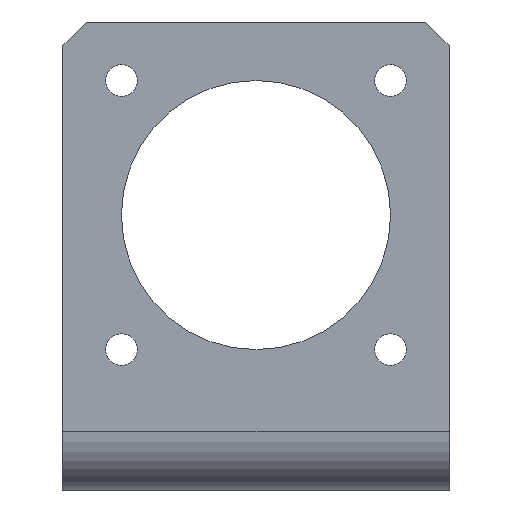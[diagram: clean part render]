
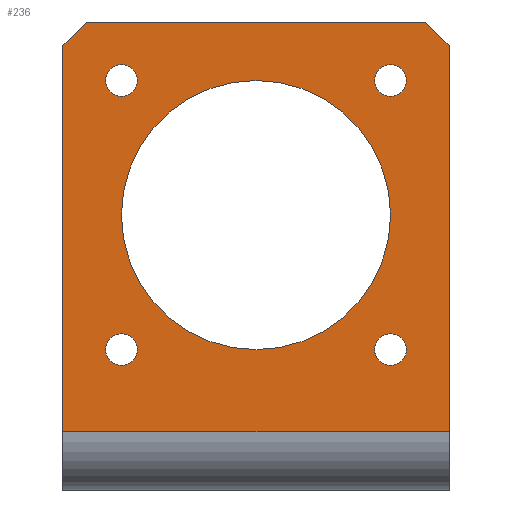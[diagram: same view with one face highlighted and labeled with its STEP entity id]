
A CAD part, front view. The second image highlights one B-rep face of the part: STEP entity #236.
In plain terms, the highlighted planar face has unit normal (0, -1, 0).
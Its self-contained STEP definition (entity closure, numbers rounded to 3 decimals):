
#9 = CIRCLE ( 'NONE', #887, 1.35 ) ;
#20 = ORIENTED_EDGE ( 'NONE', *, *, #58, .T. ) ;
#23 = EDGE_LOOP ( 'NONE', ( #662, #765 ) ) ;
#29 = VERTEX_POINT ( 'NONE', #515 ) ;
#34 = LINE ( 'NONE', #445, #1312 ) ;
#39 = CARTESIAN_POINT ( 'NONE',  ( 0., 0., 0. ) ) ;
#47 = VECTOR ( 'NONE', #225, 1000. ) ;
#54 = VERTEX_POINT ( 'NONE', #892 ) ;
#58 = EDGE_CURVE ( 'NONE', #54, #627, #9, .T. ) ;
#73 = CIRCLE ( 'NONE', #742, 1.35 ) ;
#82 = CARTESIAN_POINT ( 'NONE',  ( 0., 0., 0. ) ) ;
#85 = EDGE_CURVE ( 'NONE', #1007, #839, #1252, .T. ) ;
#95 = DIRECTION ( 'NONE',  ( 0., 1., 0. ) ) ;
#98 = AXIS2_PLACEMENT_3D ( 'NONE', #859, #948, #106 ) ;
#101 = CIRCLE ( 'NONE', #1295, 11.5 ) ;
#106 = DIRECTION ( 'NONE',  ( 0., 0., 1. ) ) ;
#116 = EDGE_CURVE ( 'NONE', #1111, #1143, #475, .T. ) ;
#118 = CARTESIAN_POINT ( 'NONE',  ( 16.5, 0., -18.5 ) ) ;
#128 = ORIENTED_EDGE ( 'NONE', *, *, #816, .F. ) ;
#142 = EDGE_CURVE ( 'NONE', #1143, #1111, #931, .T. ) ;
#147 = VECTOR ( 'NONE', #436, 1000. ) ;
#151 = FACE_BOUND ( 'NONE', #176, .T. ) ;
#158 = DIRECTION ( 'NONE',  ( 0., -1., 0. ) ) ;
#173 = CARTESIAN_POINT ( 'NONE',  ( 11.5, 0., 12.85 ) ) ;
#174 = CARTESIAN_POINT ( 'NONE',  ( -14.5, 0., 16.5 ) ) ;
#176 = EDGE_LOOP ( 'NONE', ( #643, #224 ) ) ;
#177 = CARTESIAN_POINT ( 'NONE',  ( -14.5, 0., 16.5 ) ) ;
#178 = DIRECTION ( 'NONE',  ( 0., 0., 1. ) ) ;
#184 = DIRECTION ( 'NONE',  ( 0., 1., 0. ) ) ;
#188 = DIRECTION ( 'NONE',  ( 0., 0., 1. ) ) ;
#194 = DIRECTION ( 'NONE',  ( 0., 1., 0. ) ) ;
#224 = ORIENTED_EDGE ( 'NONE', *, *, #984, .T. ) ;
#225 = DIRECTION ( 'NONE',  ( 0.707, 0., -0.707 ) ) ;
#229 = EDGE_CURVE ( 'NONE', #617, #469, #1180, .T. ) ;
#231 = AXIS2_PLACEMENT_3D ( 'NONE', #82, #184, #275 ) ;
#236 = ADVANCED_FACE ( 'NONE', ( #386, #151, #1284, #371, #1087, #790 ), #804, .T. ) ;
#249 = CARTESIAN_POINT ( 'NONE',  ( -11.5, 0., -11.5 ) ) ;
#275 = DIRECTION ( 'NONE',  ( 0., 0., 1. ) ) ;
#296 = CARTESIAN_POINT ( 'NONE',  ( 11.5, 0., 11.5 ) ) ;
#311 = CARTESIAN_POINT ( 'NONE',  ( 11.5, 0., 11.5 ) ) ;
#320 = DIRECTION ( 'NONE',  ( 0., 0., 1. ) ) ;
#321 = CARTESIAN_POINT ( 'NONE',  ( 11.5, 0., -11.5 ) ) ;
#344 = AXIS2_PLACEMENT_3D ( 'NONE', #296, #1217, #188 ) ;
#346 = VECTOR ( 'NONE', #1301, 1000. ) ;
#353 = ORIENTED_EDGE ( 'NONE', *, *, #714, .T. ) ;
#357 = ORIENTED_EDGE ( 'NONE', *, *, #1291, .T. ) ;
#370 = CARTESIAN_POINT ( 'NONE',  ( 11.5, 0., 10.15 ) ) ;
#371 = FACE_BOUND ( 'NONE', #826, .T. ) ;
#386 = FACE_BOUND ( 'NONE', #1242, .T. ) ;
#402 = AXIS2_PLACEMENT_3D ( 'NONE', #938, #740, #320 ) ;
#420 = LINE ( 'NONE', #1228, #817 ) ;
#432 = VERTEX_POINT ( 'NONE', #1106 ) ;
#436 = DIRECTION ( 'NONE',  ( 1., 0., 0. ) ) ;
#445 = CARTESIAN_POINT ( 'NONE',  ( -16.5, 0., 14.5 ) ) ;
#465 = DIRECTION ( 'NONE',  ( 0., 0., -1. ) ) ;
#469 = VERTEX_POINT ( 'NONE', #177 ) ;
#475 = CIRCLE ( 'NONE', #991, 1.35 ) ;
#513 = CARTESIAN_POINT ( 'NONE',  ( -16.5, 0., 14.5 ) ) ;
#515 = CARTESIAN_POINT ( 'NONE',  ( 16.5, 0., -18.5 ) ) ;
#527 = CARTESIAN_POINT ( 'NONE',  ( 16.5, 0., 14.5 ) ) ;
#528 = CIRCLE ( 'NONE', #1039, 1.35 ) ;
#536 = DIRECTION ( 'NONE',  ( 0., 0., 1. ) ) ;
#537 = VERTEX_POINT ( 'NONE', #565 ) ;
#548 = LINE ( 'NONE', #1166, #766 ) ;
#565 = CARTESIAN_POINT ( 'NONE',  ( 0., 0., -11.5 ) ) ;
#580 = DIRECTION ( 'NONE',  ( 0., 0., -1. ) ) ;
#617 = VERTEX_POINT ( 'NONE', #513 ) ;
#626 = EDGE_CURVE ( 'NONE', #627, #54, #73, .T. ) ;
#627 = VERTEX_POINT ( 'NONE', #1026 ) ;
#628 = AXIS2_PLACEMENT_3D ( 'NONE', #798, #158, #580 ) ;
#636 = VERTEX_POINT ( 'NONE', #1208 ) ;
#641 = EDGE_CURVE ( 'NONE', #537, #929, #673, .T. ) ;
#643 = ORIENTED_EDGE ( 'NONE', *, *, #737, .T. ) ;
#662 = ORIENTED_EDGE ( 'NONE', *, *, #1234, .T. ) ;
#665 = EDGE_CURVE ( 'NONE', #1122, #636, #528, .T. ) ;
#673 = CIRCLE ( 'NONE', #231, 11.5 ) ;
#679 = CIRCLE ( 'NONE', #98, 1.35 ) ;
#705 = CARTESIAN_POINT ( 'NONE',  ( -11.5, 0., -11.5 ) ) ;
#713 = DIRECTION ( 'NONE',  ( 0., 1., 0. ) ) ;
#714 = EDGE_CURVE ( 'NONE', #1174, #29, #837, .T. ) ;
#736 = CARTESIAN_POINT ( 'NONE',  ( -11.5, 0., 12.85 ) ) ;
#737 = EDGE_CURVE ( 'NONE', #432, #848, #957, .T. ) ;
#740 = DIRECTION ( 'NONE',  ( 0., 1., 0. ) ) ;
#742 = AXIS2_PLACEMENT_3D ( 'NONE', #926, #713, #809 ) ;
#747 = CARTESIAN_POINT ( 'NONE',  ( 14.5, 0., 16.5 ) ) ;
#750 = EDGE_CURVE ( 'NONE', #469, #1007, #420, .T. ) ;
#754 = DIRECTION ( 'NONE',  ( 0., 0., 1. ) ) ;
#765 = ORIENTED_EDGE ( 'NONE', *, *, #665, .T. ) ;
#766 = VECTOR ( 'NONE', #465, 1000. ) ;
#776 = EDGE_LOOP ( 'NONE', ( #128, #353, #1138, #1135, #1140, #896 ) ) ;
#787 = DIRECTION ( 'NONE',  ( 0., 0., 1. ) ) ;
#790 = FACE_BOUND ( 'NONE', #1025, .T. ) ;
#798 = CARTESIAN_POINT ( 'NONE',  ( 0., 0., 0. ) ) ;
#804 = PLANE ( 'NONE',  #628 ) ;
#809 = DIRECTION ( 'NONE',  ( 0., 0., 1. ) ) ;
#816 = EDGE_CURVE ( 'NONE', #1174, #617, #34, .T. ) ;
#817 = VECTOR ( 'NONE', #1032, 1000. ) ;
#826 = EDGE_LOOP ( 'NONE', ( #1212, #357 ) ) ;
#837 = LINE ( 'NONE', #118, #147 ) ;
#839 = VERTEX_POINT ( 'NONE', #527 ) ;
#848 = VERTEX_POINT ( 'NONE', #736 ) ;
#859 = CARTESIAN_POINT ( 'NONE',  ( -11.5, 0., 11.5 ) ) ;
#878 = DIRECTION ( 'NONE',  ( 0., 1., 0. ) ) ;
#887 = AXIS2_PLACEMENT_3D ( 'NONE', #321, #1148, #536 ) ;
#891 = DIRECTION ( 'NONE',  ( 0., 0., 1. ) ) ;
#892 = CARTESIAN_POINT ( 'NONE',  ( 11.5, 0., -12.85 ) ) ;
#896 = ORIENTED_EDGE ( 'NONE', *, *, #229, .F. ) ;
#925 = ORIENTED_EDGE ( 'NONE', *, *, #626, .T. ) ;
#926 = CARTESIAN_POINT ( 'NONE',  ( 11.5, 0., -11.5 ) ) ;
#929 = VERTEX_POINT ( 'NONE', #1248 ) ;
#931 = CIRCLE ( 'NONE', #344, 1.35 ) ;
#938 = CARTESIAN_POINT ( 'NONE',  ( -11.5, 0., 11.5 ) ) ;
#940 = AXIS2_PLACEMENT_3D ( 'NONE', #249, #1059, #787 ) ;
#946 = ORIENTED_EDGE ( 'NONE', *, *, #116, .T. ) ;
#948 = DIRECTION ( 'NONE',  ( 0., 1., 0. ) ) ;
#949 = DIRECTION ( 'NONE',  ( 0., 0., 1. ) ) ;
#957 = CIRCLE ( 'NONE', #402, 1.35 ) ;
#984 = EDGE_CURVE ( 'NONE', #848, #432, #679, .T. ) ;
#991 = AXIS2_PLACEMENT_3D ( 'NONE', #311, #194, #949 ) ;
#1007 = VERTEX_POINT ( 'NONE', #747 ) ;
#1025 = EDGE_LOOP ( 'NONE', ( #946, #1116 ) ) ;
#1026 = CARTESIAN_POINT ( 'NONE',  ( 11.5, 0., -10.15 ) ) ;
#1032 = DIRECTION ( 'NONE',  ( 1., 0., 0. ) ) ;
#1039 = AXIS2_PLACEMENT_3D ( 'NONE', #705, #95, #178 ) ;
#1042 = EDGE_CURVE ( 'NONE', #839, #29, #548, .T. ) ;
#1059 = DIRECTION ( 'NONE',  ( 0., 1., 0. ) ) ;
#1087 = FACE_BOUND ( 'NONE', #23, .T. ) ;
#1106 = CARTESIAN_POINT ( 'NONE',  ( -11.5, 0., 10.15 ) ) ;
#1111 = VERTEX_POINT ( 'NONE', #370 ) ;
#1116 = ORIENTED_EDGE ( 'NONE', *, *, #142, .T. ) ;
#1122 = VERTEX_POINT ( 'NONE', #1204 ) ;
#1135 = ORIENTED_EDGE ( 'NONE', *, *, #85, .F. ) ;
#1138 = ORIENTED_EDGE ( 'NONE', *, *, #1042, .F. ) ;
#1140 = ORIENTED_EDGE ( 'NONE', *, *, #750, .F. ) ;
#1143 = VERTEX_POINT ( 'NONE', #173 ) ;
#1148 = DIRECTION ( 'NONE',  ( 0., 1., 0. ) ) ;
#1152 = CARTESIAN_POINT ( 'NONE',  ( 16.5, 0., 14.5 ) ) ;
#1166 = CARTESIAN_POINT ( 'NONE',  ( 16.5, 0., -23.5 ) ) ;
#1174 = VERTEX_POINT ( 'NONE', #1300 ) ;
#1180 = LINE ( 'NONE', #174, #346 ) ;
#1204 = CARTESIAN_POINT ( 'NONE',  ( -11.5, 0., -10.15 ) ) ;
#1208 = CARTESIAN_POINT ( 'NONE',  ( -11.5, 0., -12.85 ) ) ;
#1212 = ORIENTED_EDGE ( 'NONE', *, *, #641, .T. ) ;
#1217 = DIRECTION ( 'NONE',  ( 0., 1., 0. ) ) ;
#1228 = CARTESIAN_POINT ( 'NONE',  ( 14.5, 0., 16.5 ) ) ;
#1234 = EDGE_CURVE ( 'NONE', #636, #1122, #1246, .T. ) ;
#1242 = EDGE_LOOP ( 'NONE', ( #20, #925 ) ) ;
#1246 = CIRCLE ( 'NONE', #940, 1.35 ) ;
#1248 = CARTESIAN_POINT ( 'NONE',  ( 0., 0., 11.5 ) ) ;
#1252 = LINE ( 'NONE', #1152, #47 ) ;
#1284 = FACE_OUTER_BOUND ( 'NONE', #776, .T. ) ;
#1291 = EDGE_CURVE ( 'NONE', #929, #537, #101, .T. ) ;
#1295 = AXIS2_PLACEMENT_3D ( 'NONE', #39, #878, #891 ) ;
#1300 = CARTESIAN_POINT ( 'NONE',  ( -16.5, 0., -18.5 ) ) ;
#1301 = DIRECTION ( 'NONE',  ( 0.707, 0., 0.707 ) ) ;
#1312 = VECTOR ( 'NONE', #754, 1000. ) ;
